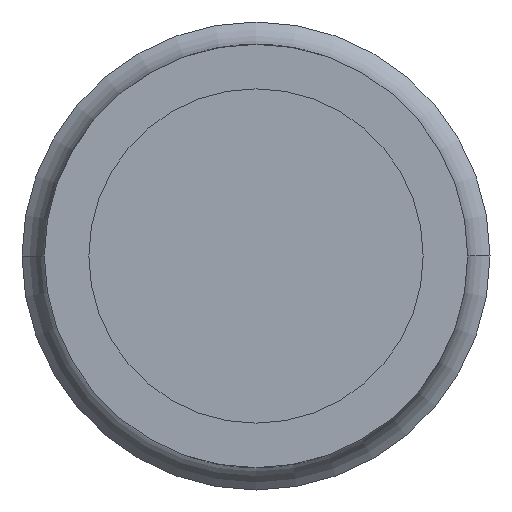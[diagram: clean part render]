
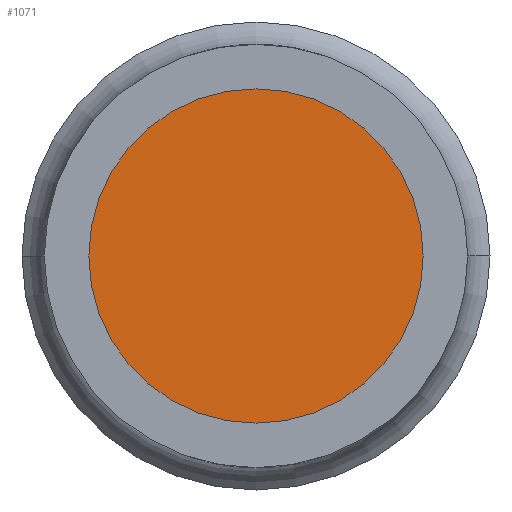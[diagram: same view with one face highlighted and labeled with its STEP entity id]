
A CAD part, front view. The second image highlights one B-rep face of the part: STEP entity #1071.
In plain terms, the highlighted planar face has unit normal (0, -1, 0).
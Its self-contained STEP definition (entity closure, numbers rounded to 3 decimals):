
#71 = AXIS2_PLACEMENT_3D ( 'NONE', #2691, #1835, #2705 ) ;
#101 = CIRCLE ( 'NONE', #71, 0.15 ) ;
#297 = EDGE_CURVE ( 'Defeature ausgef�hrt1_10+Defeature ausgef�hrt1_11+Defeature ausgef�hrt1_11+Defeature ausgef�hrt1_11', #3424, #1067, #2941, .T. ) ;
#552 = CARTESIAN_POINT ( 'NONE',  ( -0.15, -16.1, 0. ) ) ;
#1067 = VERTEX_POINT ( 'NONE', #552 ) ;
#1071 = ADVANCED_FACE ( 'Defeature ausgef�hrt1_10', ( #3629 ), #2591, .T. ) ;
#1209 = EDGE_CURVE ( 'Defeature ausgef�hrt1_10+Defeature ausgef�hrt1_11+Defeature ausgef�hrt1_11+Defeature ausgef�hrt1_11', #1067, #3424, #101, .T. ) ;
#1514 = EDGE_LOOP ( 'NONE', ( #1839, #3277 ) ) ;
#1575 = AXIS2_PLACEMENT_3D ( 'NONE', #2317, #2893, #3212 ) ;
#1812 = DIRECTION ( 'NONE',  ( 0., -1., 0. ) ) ;
#1835 = DIRECTION ( 'NONE',  ( 0., -1., 0. ) ) ;
#1839 = ORIENTED_EDGE ( 'NONE', *, *, #1209, .T. ) ;
#2317 = CARTESIAN_POINT ( 'NONE',  ( 0., -16.1, 0. ) ) ;
#2591 = PLANE ( 'NONE',  #1575 ) ;
#2669 = CARTESIAN_POINT ( 'NONE',  ( 0., -16.1, 0. ) ) ;
#2691 = CARTESIAN_POINT ( 'NONE',  ( 0., -16.1, 0. ) ) ;
#2705 = DIRECTION ( 'NONE',  ( -1., 0., 0. ) ) ;
#2893 = DIRECTION ( 'NONE',  ( 0., -1., 0. ) ) ;
#2941 = CIRCLE ( 'NONE', #3704, 0.15 ) ;
#2998 = CARTESIAN_POINT ( 'NONE',  ( 0.15, -16.1, 0. ) ) ;
#3212 = DIRECTION ( 'NONE',  ( 0., 0., -1. ) ) ;
#3220 = DIRECTION ( 'NONE',  ( -1., 0., 0. ) ) ;
#3277 = ORIENTED_EDGE ( 'NONE', *, *, #297, .T. ) ;
#3424 = VERTEX_POINT ( 'NONE', #2998 ) ;
#3629 = FACE_OUTER_BOUND ( 'NONE', #1514, .T. ) ;
#3704 = AXIS2_PLACEMENT_3D ( 'NONE', #2669, #1812, #3220 ) ;
